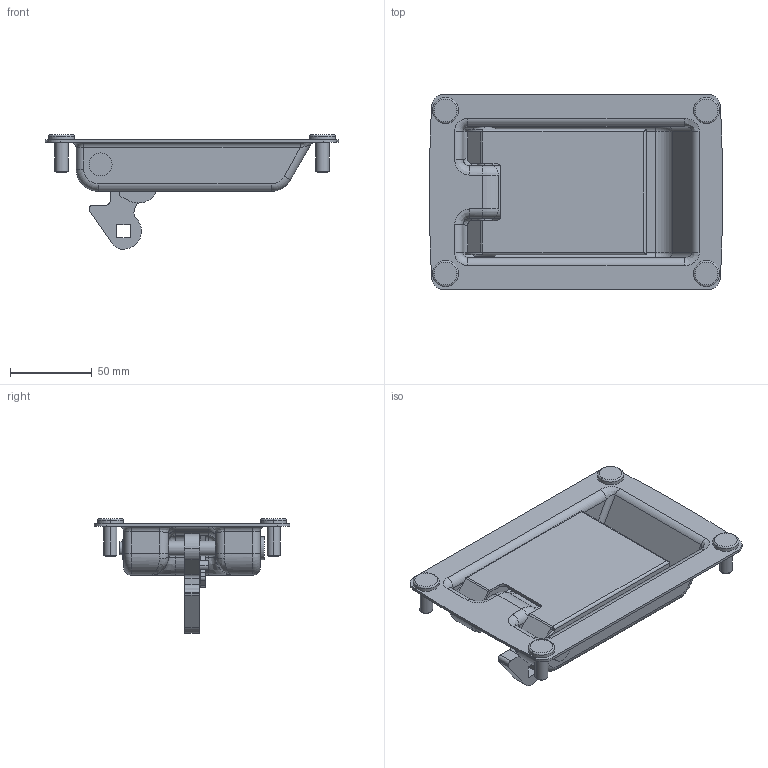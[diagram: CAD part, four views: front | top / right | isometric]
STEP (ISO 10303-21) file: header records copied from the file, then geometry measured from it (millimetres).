
FILE_DESCRIPTION (( 'STEP AP203' ), '1' );
FILE_NAME ('A-838-A-2.STEP', '2019-12-23T00:59:54', ( '' ), ( '' ), 'SwSTEP 2.0', 'SolidWorks 2014', '' );
FILE_SCHEMA (( 'CONFIG_CONTROL_DESIGN' ));
Length unit declared in the file: millimetre
Products named in the file (8): A-838-A-2_フック_; A-838-A-2_ヘッダーピン_; A-838-A-2_C型止め輪__JIS B 2804 Shaft use 10; A-838-A-2_ハンドル_; A-838-A-2; A-838-A-2_ストッパー_; A-838-A-2_ハウジング_; A-838-A-2_角根ボルト_
Assembly tree (10 placements, depth 2):
  A-838-A-2
    A-838-A-2_ハウジング_
    A-838-A-2_ハンドル_
    A-838-A-2_ストッパー_
    A-838-A-2_フック_
    A-838-A-2_ヘッダーピン_
    A-838-A-2_角根ボルト_  x4
    A-838-A-2_C型止め輪__JIS B 2804 Shaft use 10
Bounding box: 179.69 x 120 x 70.1 mm (x, y, z)
Volume: 103672.3 mm3; surface area: 111062.6 mm2
Topology: 10 solids, 10 shells, 417 faces, 1041 edges, 655 vertices
Faces by surface type: cylinder 183, plane 164, torus 38, bspline 16, cone 16
Entity records: 14616 total; most frequent: CARTESIAN_POINT 4176, DIRECTION 2079, ORIENTED_EDGE 1954, EDGE_CURVE 977, AXIS2_PLACEMENT_3D 769, VERTEX_POINT 619, LINE 541, VECTOR 541
